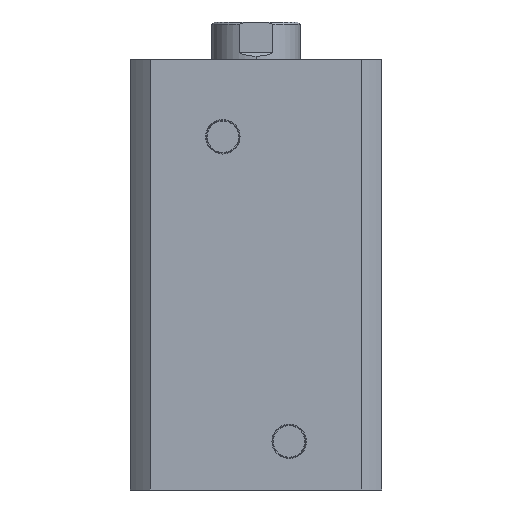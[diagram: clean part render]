
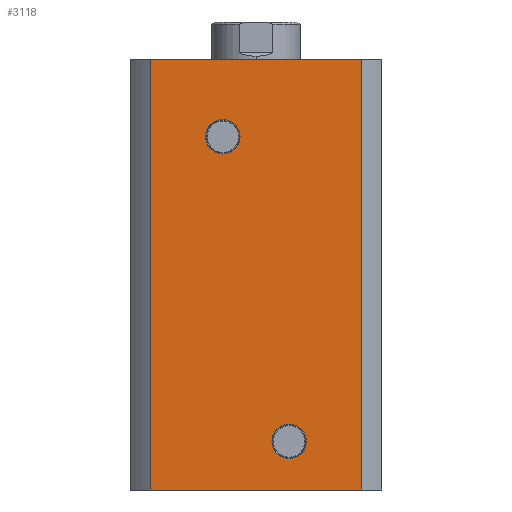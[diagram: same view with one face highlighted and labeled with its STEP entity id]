
A CAD part, left-side view. The second image highlights one B-rep face of the part: STEP entity #3118.
In plain terms, the highlighted planar face has unit normal (-1, 0, 0).
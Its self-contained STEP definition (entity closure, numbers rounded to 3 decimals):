
#9 = AXIS2_PLACEMENT_3D ( 'NONE', #1039, #1034, #1043 ) ;
#28 = EDGE_LOOP ( 'NONE', ( #179, #178, #177, #176 ) ) ;
#50 = EDGE_LOOP ( 'NONE', ( #181, #180 ) ) ;
#60 = EDGE_LOOP ( 'NONE', ( #183, #182 ) ) ;
#176 = ORIENTED_EDGE ( 'NONE', *, *, #810, .T. ) ;
#177 = ORIENTED_EDGE ( 'NONE', *, *, #816, .F. ) ;
#178 = ORIENTED_EDGE ( 'NONE', *, *, #815, .F. ) ;
#179 = ORIENTED_EDGE ( 'NONE', *, *, #814, .T. ) ;
#180 = ORIENTED_EDGE ( 'NONE', *, *, #2337, .F. ) ;
#181 = ORIENTED_EDGE ( 'NONE', *, *, #813, .F. ) ;
#182 = ORIENTED_EDGE ( 'NONE', *, *, #2329, .F. ) ;
#183 = ORIENTED_EDGE ( 'NONE', *, *, #812, .F. ) ;
#546 = VERTEX_POINT ( 'NONE', #692 ) ;
#692 = CARTESIAN_POINT ( 'NONE',  ( -57., 47.971, 195. ) ) ;
#810 = EDGE_CURVE ( 'NONE', #546, #3519, #2682, .T. ) ;
#812 = EDGE_CURVE ( 'NONE', #2501, #2369, #2685, .T. ) ;
#813 = EDGE_CURVE ( 'NONE', #3396, #3520, #2683, .T. ) ;
#814 = EDGE_CURVE ( 'NONE', #3519, #3647, #2686, .T. ) ;
#815 = EDGE_CURVE ( 'NONE', #3656, #3647, #2688, .T. ) ;
#816 = EDGE_CURVE ( 'NONE', #546, #3656, #2687, .T. ) ;
#1034 = DIRECTION ( 'NONE',  ( 1., 0., 0. ) ) ;
#1039 = CARTESIAN_POINT ( 'NONE',  ( -57., 0., 195. ) ) ;
#1041 = PLANE ( 'NONE',  #9 ) ;
#1043 = DIRECTION ( 'NONE',  ( 0., 1., 0. ) ) ;
#1298 = CARTESIAN_POINT ( 'NONE',  ( -57., 15., 167.797 ) ) ;
#1313 = CARTESIAN_POINT ( 'NONE',  ( -57., 47.971, 0. ) ) ;
#1314 = CARTESIAN_POINT ( 'NONE',  ( -57., 15., 152.203 ) ) ;
#1374 = CARTESIAN_POINT ( 'NONE',  ( -57., -47.971, 0. ) ) ;
#1384 = CARTESIAN_POINT ( 'NONE',  ( -57., -47.971, 195. ) ) ;
#2008 = CARTESIAN_POINT ( 'NONE',  ( -57., -15., 22. ) ) ;
#2009 = DIRECTION ( 'NONE',  ( -1., 0., 0. ) ) ;
#2010 = DIRECTION ( 'NONE',  ( 0., 0., 1. ) ) ;
#2028 = CARTESIAN_POINT ( 'NONE',  ( -57., 15., 160. ) ) ;
#2029 = DIRECTION ( 'NONE',  ( -1., 0., 0. ) ) ;
#2030 = DIRECTION ( 'NONE',  ( 0., 0., 1. ) ) ;
#2085 = CARTESIAN_POINT ( 'NONE',  ( -57., -15., 14.203 ) ) ;
#2107 = CARTESIAN_POINT ( 'NONE',  ( -57., -15., 29.797 ) ) ;
#2245 = AXIS2_PLACEMENT_3D ( 'NONE', #3376, #3374, #3371 ) ;
#2246 = AXIS2_PLACEMENT_3D ( 'NONE', #3388, #3385, #3381 ) ;
#2329 = EDGE_CURVE ( 'NONE', #2369, #2501, #2892, .T. ) ;
#2337 = EDGE_CURVE ( 'NONE', #3520, #3396, #2905, .T. ) ;
#2369 = VERTEX_POINT ( 'NONE', #2085 ) ;
#2501 = VERTEX_POINT ( 'NONE', #2107 ) ;
#2682 = LINE ( 'NONE', #3419, #2684 ) ;
#2683 = CIRCLE ( 'NONE', #2245, 7.797 ) ;
#2684 = VECTOR ( 'NONE', #3430, 1000. ) ;
#2685 = CIRCLE ( 'NONE', #2246, 7.797 ) ;
#2686 = LINE ( 'NONE', #3377, #2689 ) ;
#2687 = LINE ( 'NONE', #3378, #2693 ) ;
#2688 = LINE ( 'NONE', #3365, #2691 ) ;
#2689 = VECTOR ( 'NONE', #3368, 1000. ) ;
#2691 = VECTOR ( 'NONE', #3359, 1000. ) ;
#2693 = VECTOR ( 'NONE', #3358, 1000. ) ;
#2892 = CIRCLE ( 'NONE', #3477, 7.797 ) ;
#2905 = CIRCLE ( 'NONE', #3486, 7.797 ) ;
#3022 = FACE_OUTER_BOUND ( 'NONE', #28, .T. ) ;
#3040 = FACE_BOUND ( 'NONE', #60, .T. ) ;
#3043 = FACE_BOUND ( 'NONE', #50, .T. ) ;
#3118 = ADVANCED_FACE ( 'NONE', ( #3040, #3043, #3022 ), #1041, .F. ) ;
#3358 = DIRECTION ( 'NONE',  ( 0., -1., 0. ) ) ;
#3359 = DIRECTION ( 'NONE',  ( 0., 0., -1. ) ) ;
#3365 = CARTESIAN_POINT ( 'NONE',  ( -57., -47.971, 195. ) ) ;
#3368 = DIRECTION ( 'NONE',  ( 0., -1., 0. ) ) ;
#3371 = DIRECTION ( 'NONE',  ( 0., 0., 1. ) ) ;
#3374 = DIRECTION ( 'NONE',  ( -1., 0., 0. ) ) ;
#3376 = CARTESIAN_POINT ( 'NONE',  ( -57., 15., 160. ) ) ;
#3377 = CARTESIAN_POINT ( 'NONE',  ( -57., 0., 0. ) ) ;
#3378 = CARTESIAN_POINT ( 'NONE',  ( -57., 0., 195. ) ) ;
#3381 = DIRECTION ( 'NONE',  ( 0., 0., 1. ) ) ;
#3385 = DIRECTION ( 'NONE',  ( -1., 0., 0. ) ) ;
#3388 = CARTESIAN_POINT ( 'NONE',  ( -57., -15., 22. ) ) ;
#3396 = VERTEX_POINT ( 'NONE', #1298 ) ;
#3419 = CARTESIAN_POINT ( 'NONE',  ( -57., 47.971, 195. ) ) ;
#3430 = DIRECTION ( 'NONE',  ( 0., 0., -1. ) ) ;
#3477 = AXIS2_PLACEMENT_3D ( 'NONE', #2008, #2009, #2010 ) ;
#3486 = AXIS2_PLACEMENT_3D ( 'NONE', #2028, #2029, #2030 ) ;
#3519 = VERTEX_POINT ( 'NONE', #1313 ) ;
#3520 = VERTEX_POINT ( 'NONE', #1314 ) ;
#3647 = VERTEX_POINT ( 'NONE', #1374 ) ;
#3656 = VERTEX_POINT ( 'NONE', #1384 ) ;
